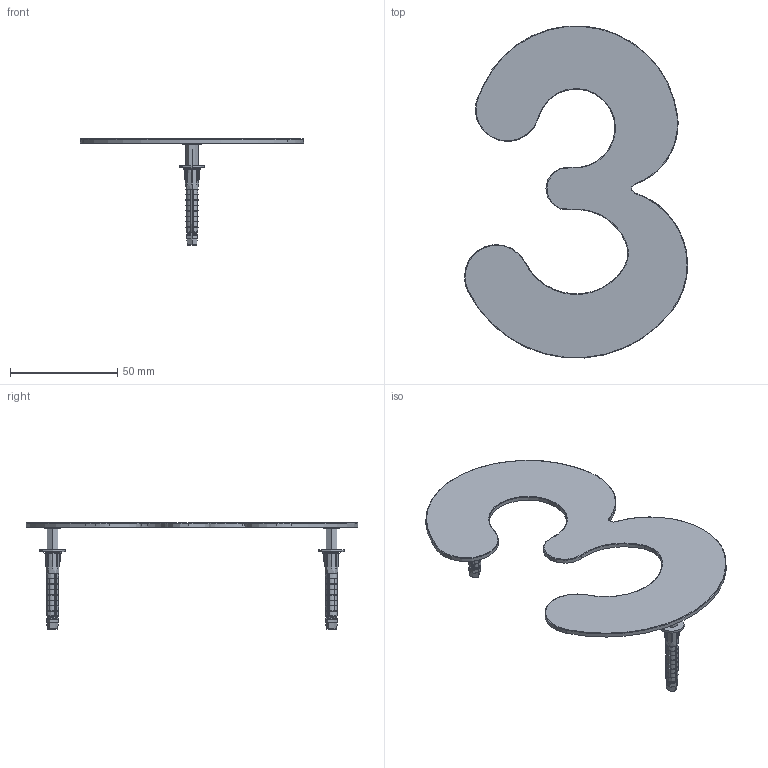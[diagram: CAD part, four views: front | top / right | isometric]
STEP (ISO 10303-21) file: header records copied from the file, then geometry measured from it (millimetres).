
FILE_DESCRIPTION (( 'STEP AP203' ), '1' );
FILE_NAME ('040-HN-3.step', '2021-04-23T09:18:12', ( '' ), ( '' ), 'SwSTEP 2.0', 'SolidWorks 2018', '' );
FILE_SCHEMA (( 'CONFIG_CONTROL_DESIGN' ));
Length unit declared in the file: millimetre
Products named in the file (13): 040-HN-X Teil3; 040-HN-X Teil2; 040-HN-X Teil4; 040-HN-X Teil1_040-HN-3 Teil1; 040-HN-3; 040-HN-X Teil3_040-HN-X Teil3; 040-HN-X Teil2_040-HN-X Teil2; 040-HN-X Teil1; 040-HN-X Teil4_040-HN-X Teil4
Assembly tree (9 placements, depth 2):
  040-HN-X Teil3
  040-HN-X Teil3
  040-HN-X Teil4
  040-HN-X Teil4
  040-HN-3
    040-HN-X Teil1_040-HN-3 Teil1
    040-HN-X Teil2_040-HN-X Teil2  x2
    040-HN-X Teil3_040-HN-X Teil3  x2
    040-HN-X Teil4_040-HN-X Teil4  x2
Bounding box: 104 x 154.74 x 49.6 mm (x, y, z)
Volume: 19894.9 mm3; surface area: 22901.5 mm2
Topology: 7 solids, 7 shells, 1574 faces, 4120 edges, 2554 vertices
Faces by surface type: cylinder 396, plane 354, torus 304, bspline 260, cone 212, sphere 48
Entity records: 39816 total; most frequent: CARTESIAN_POINT 17603, ORIENTED_EDGE 4748, DIRECTION 3921, EDGE_CURVE 2374, AXIS2_PLACEMENT_3D 1538, VERTEX_POINT 1491, EDGE_LOOP 957, ADVANCED_FACE 919
